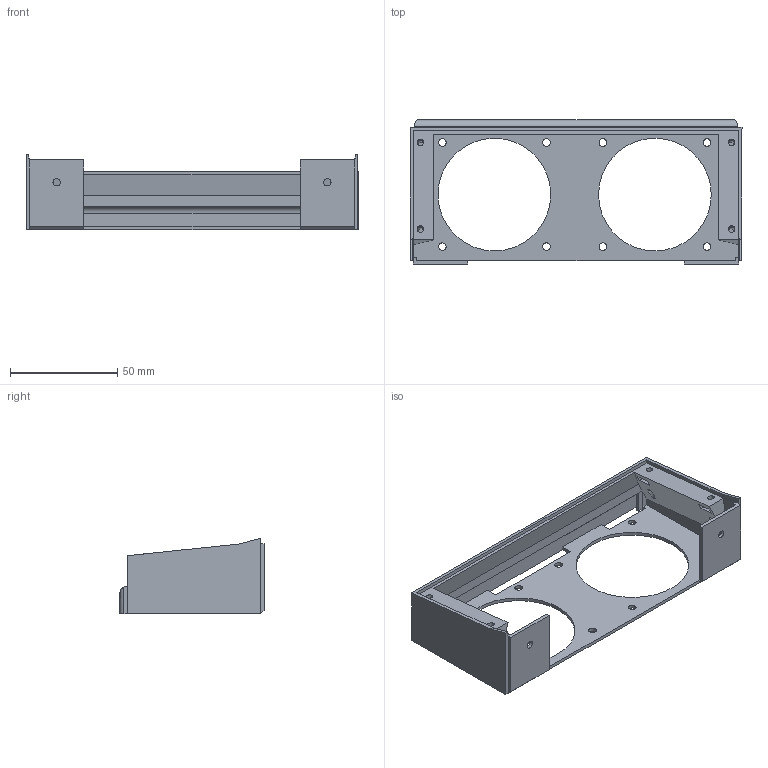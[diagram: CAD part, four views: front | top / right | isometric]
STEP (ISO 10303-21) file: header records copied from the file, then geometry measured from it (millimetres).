
FILE_DESCRIPTION(/* description */ ('Unknown'),/* implementation_level */ '2;1');
FILE_NAME(/* name */ 'Meter shroud',/* time_stamp */ '2023-11-12T03:30:19+00:00',/* author */ ('Unknown'),/* organization */ ('Unknown'),/* preprocessor_version */ 'ST-DEVELOPER v18.1',/* originating_system */ 'Solid Edge',/* authorisation */ 'Unknown');
FILE_SCHEMA (('AUTOMOTIVE_DESIGN {1 0 10303 214 3 1 1}'));
Length unit declared in the file: millimetre
Products named in the file (1): Meter shroud
Bounding box: 154.7 x 67.2 x 35.17 mm (x, y, z)
Volume: 34058.6 mm3; surface area: 33707.5 mm2
Topology: 1 solids, 1 shells, 122 faces, 350 edges, 231 vertices
Faces by surface type: plane 96, cylinder 26
Full cylindrical faces by diameter (mm): 3.048 x8, 3.454 x2, 3.556 x8, 52.524 x2
Entity records: 3899 total; most frequent: CARTESIAN_POINT 680, ORIENTED_EDGE 642, DIRECTION 617, EDGE_CURVE 321, LINE 263, VECTOR 263, VERTEX_POINT 222, EDGE_LOOP 189
